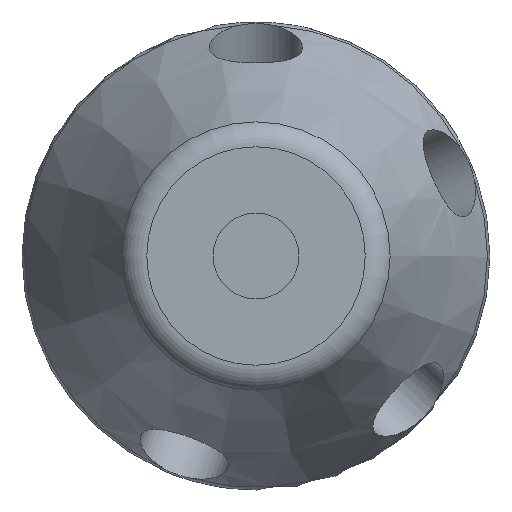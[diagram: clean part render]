
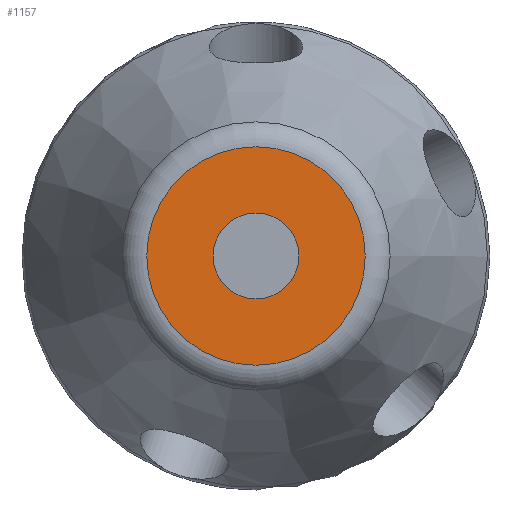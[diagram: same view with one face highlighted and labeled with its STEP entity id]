
A CAD part, front view. The second image highlights one B-rep face of the part: STEP entity #1157.
In plain terms, the highlighted planar face has unit normal (0, -1, 0).
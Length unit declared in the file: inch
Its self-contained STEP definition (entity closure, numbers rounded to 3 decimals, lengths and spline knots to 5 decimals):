
#96=FACE_BOUND('',#307,.T.);
#105=PLANE('',#1282);
#233=FACE_OUTER_BOUND('',#306,.T.);
#306=EDGE_LOOP('',(#867,#868));
#307=EDGE_LOOP('',(#869,#870));
#408=CIRCLE('',#1279,0.24926);
#410=CIRCLE('',#1281,0.24926);
#411=CIRCLE('',#1283,0.098);
#412=CIRCLE('',#1284,0.098);
#520=VERTEX_POINT('',#2212);
#521=VERTEX_POINT('',#2213);
#522=VERTEX_POINT('',#2218);
#523=VERTEX_POINT('',#2219);
#647=EDGE_CURVE('',#520,#521,#408,.T.);
#649=EDGE_CURVE('',#521,#520,#410,.T.);
#650=EDGE_CURVE('',#522,#523,#411,.T.);
#651=EDGE_CURVE('',#523,#522,#412,.T.);
#867=ORIENTED_EDGE('',*,*,#647,.F.);
#868=ORIENTED_EDGE('',*,*,#649,.F.);
#869=ORIENTED_EDGE('',*,*,#650,.T.);
#870=ORIENTED_EDGE('',*,*,#651,.T.);
#1157=ADVANCED_FACE('',(#233,#96),#105,.T.);
#1279=AXIS2_PLACEMENT_3D('',#2214,#1543,#1544);
#1281=AXIS2_PLACEMENT_3D('',#2216,#1547,#1548);
#1282=AXIS2_PLACEMENT_3D('',#2217,#1549,#1550);
#1283=AXIS2_PLACEMENT_3D('',#2220,#1551,#1552);
#1284=AXIS2_PLACEMENT_3D('',#2221,#1553,#1554);
#1543=DIRECTION('center_axis',(0.,1.,0.));
#1544=DIRECTION('ref_axis',(-1.,0.,0.));
#1547=DIRECTION('center_axis',(0.,1.,0.));
#1548=DIRECTION('ref_axis',(-1.,0.,0.));
#1549=DIRECTION('center_axis',(0.,-1.,0.));
#1550=DIRECTION('ref_axis',(0.,0.,-1.));
#1551=DIRECTION('center_axis',(0.,1.,0.));
#1552=DIRECTION('ref_axis',(1.,0.,0.));
#1553=DIRECTION('center_axis',(0.,1.,0.));
#1554=DIRECTION('ref_axis',(1.,0.,0.));
#2212=CARTESIAN_POINT('',(0.24926,-1.0891,0.));
#2213=CARTESIAN_POINT('',(0.,-1.0891,0.24926));
#2214=CARTESIAN_POINT('Origin',(0.,-1.0891,0.));
#2216=CARTESIAN_POINT('Origin',(0.,-1.0891,0.));
#2217=CARTESIAN_POINT('Origin',(0.,-1.0891,0.));
#2218=CARTESIAN_POINT('',(0.098,-1.0891,0.));
#2219=CARTESIAN_POINT('',(-0.098,-1.0891,0.));
#2220=CARTESIAN_POINT('Origin',(0.,-1.0891,0.));
#2221=CARTESIAN_POINT('Origin',(0.,-1.0891,0.));
